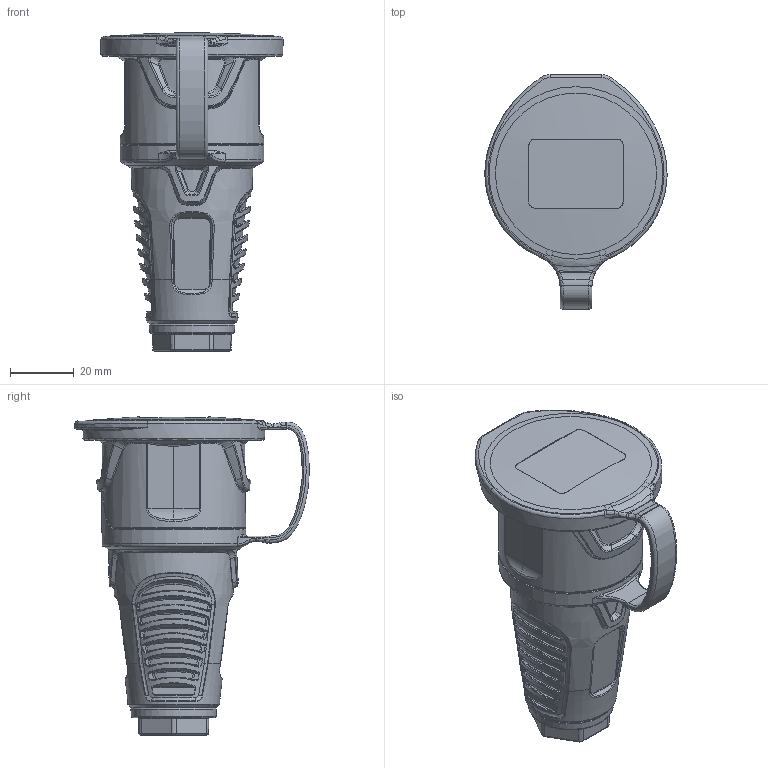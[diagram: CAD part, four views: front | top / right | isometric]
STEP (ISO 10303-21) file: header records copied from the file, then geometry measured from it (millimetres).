
FILE_DESCRIPTION (( 'STEP AP203' ), '1' );
FILE_NAME ('2411.STEP', '2019-10-08T12:28:36', ( '' ), ( '' ), 'SwSTEP 2.0', 'SolidWorks 2019', '' );
FILE_SCHEMA (( 'CONFIG_CONTROL_DESIGN' ));
Length unit declared in the file: millimetre
Products named in the file (1): 2411
Bounding box: 56.97 x 73.46 x 99.61 mm (x, y, z)
Volume: 120468.4 mm3; surface area: 18910.3 mm2
Topology: 1 solids, 2 shells, 1138 faces, 2661 edges, 1544 vertices
Faces by surface type: bspline 661, plane 168, cylinder 149, torus 115, cone 43, sphere 2
Full cylindrical faces by diameter (mm): 5.3 x1, 7 x1, 45 x2, 57 x1
Entity records: 51631 total; most frequent: CARTESIAN_POINT 30998, ORIENTED_EDGE 5220, DIRECTION 2941, EDGE_CURVE 2610, VERTEX_POINT 1528, B_SPLINE_CURVE_WITH_KNOTS 1386, AXIS2_PLACEMENT_3D 1289, EDGE_LOOP 1192
